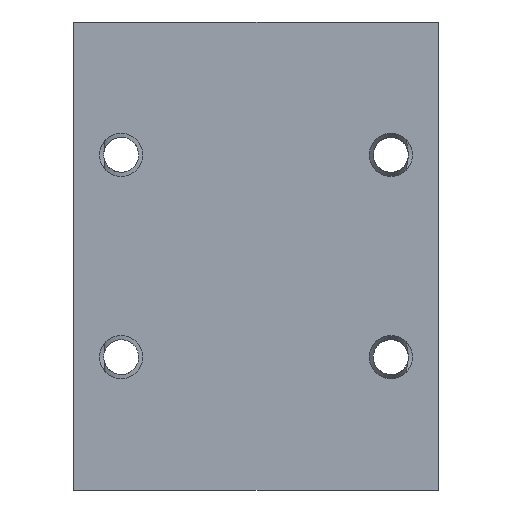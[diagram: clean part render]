
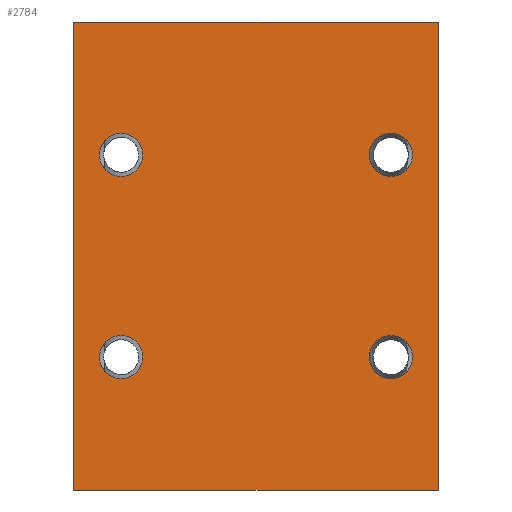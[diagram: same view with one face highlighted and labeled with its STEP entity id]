
A CAD part, front view. The second image highlights one B-rep face of the part: STEP entity #2784.
In plain terms, the highlighted face is planar.
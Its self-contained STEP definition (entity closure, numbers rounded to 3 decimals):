
#63=PLANE('',#3005);
#163=FACE_BOUND('',#396,.T.);
#164=FACE_BOUND('',#397,.T.);
#165=FACE_BOUND('',#398,.T.);
#166=FACE_BOUND('',#399,.T.);
#221=FACE_OUTER_BOUND('',#395,.T.);
#395=EDGE_LOOP('',(#2158,#2159,#2160,#2161));
#396=EDGE_LOOP('',(#2162));
#397=EDGE_LOOP('',(#2163));
#398=EDGE_LOOP('',(#2164));
#399=EDGE_LOOP('',(#2165));
#571=LINE('',#4088,#824);
#599=LINE('',#4560,#852);
#620=LINE('',#4787,#873);
#630=LINE('',#4807,#883);
#824=VECTOR('',#3261,1000.);
#852=VECTOR('',#3291,1000.);
#873=VECTOR('',#3348,1000.);
#883=VECTOR('',#3366,1000.);
#1082=CIRCLE('',#2967,1.6);
#1084=CIRCLE('',#2970,1.6);
#1086=CIRCLE('',#2977,1.6);
#1088=CIRCLE('',#2980,1.6);
#1261=VERTEX_POINT('',#3976);
#1263=VERTEX_POINT('',#3982);
#1273=VERTEX_POINT('',#4070);
#1275=VERTEX_POINT('',#4076);
#1279=VERTEX_POINT('',#4085);
#1280=VERTEX_POINT('',#4087);
#1328=VERTEX_POINT('',#4558);
#1354=VERTEX_POINT('',#4785);
#1548=EDGE_CURVE('',#1261,#1261,#1082,.T.);
#1551=EDGE_CURVE('',#1263,#1263,#1084,.T.);
#1566=EDGE_CURVE('',#1273,#1273,#1086,.T.);
#1569=EDGE_CURVE('',#1275,#1275,#1088,.T.);
#1574=EDGE_CURVE('',#1280,#1279,#571,.T.);
#1623=EDGE_CURVE('',#1279,#1328,#599,.T.);
#1666=EDGE_CURVE('',#1354,#1328,#620,.T.);
#1676=EDGE_CURVE('',#1280,#1354,#630,.T.);
#2158=ORIENTED_EDGE('',*,*,#1623,.T.);
#2159=ORIENTED_EDGE('',*,*,#1666,.F.);
#2160=ORIENTED_EDGE('',*,*,#1676,.F.);
#2161=ORIENTED_EDGE('',*,*,#1574,.T.);
#2162=ORIENTED_EDGE('',*,*,#1548,.T.);
#2163=ORIENTED_EDGE('',*,*,#1551,.T.);
#2164=ORIENTED_EDGE('',*,*,#1566,.T.);
#2165=ORIENTED_EDGE('',*,*,#1569,.T.);
#2784=ADVANCED_FACE('',(#221,#163,#164,#165,#166),#63,.F.);
#2967=AXIS2_PLACEMENT_3D('',#3977,#3217,#3218);
#2970=AXIS2_PLACEMENT_3D('',#3983,#3224,#3225);
#2977=AXIS2_PLACEMENT_3D('',#4071,#3245,#3246);
#2980=AXIS2_PLACEMENT_3D('',#4077,#3252,#3253);
#3005=AXIS2_PLACEMENT_3D('',#4806,#3364,#3365);
#3217=DIRECTION('center_axis',(0.,0.,1.));
#3218=DIRECTION('ref_axis',(1.,0.,0.));
#3224=DIRECTION('center_axis',(0.,0.,1.));
#3225=DIRECTION('ref_axis',(1.,0.,0.));
#3245=DIRECTION('center_axis',(0.,0.,1.));
#3246=DIRECTION('ref_axis',(1.,0.,0.));
#3252=DIRECTION('center_axis',(0.,0.,1.));
#3253=DIRECTION('ref_axis',(1.,0.,0.));
#3261=DIRECTION('',(-1.,0.,0.));
#3291=DIRECTION('',(0.,1.,0.));
#3348=DIRECTION('',(-1.,0.,0.));
#3364=DIRECTION('center_axis',(0.,0.,1.));
#3365=DIRECTION('ref_axis',(1.,0.,0.));
#3366=DIRECTION('',(0.,1.,0.));
#3976=CARTESIAN_POINT('',(21.9,24.85,-15.));
#3977=CARTESIAN_POINT('Origin',(23.5,24.85,-15.));
#3982=CARTESIAN_POINT('',(21.9,9.85,-15.));
#3983=CARTESIAN_POINT('Origin',(23.5,9.85,-15.));
#4070=CARTESIAN_POINT('',(1.9,9.85,-15.));
#4071=CARTESIAN_POINT('Origin',(3.5,9.85,-15.));
#4076=CARTESIAN_POINT('',(1.9,24.85,-15.));
#4077=CARTESIAN_POINT('Origin',(3.5,24.85,-15.));
#4085=CARTESIAN_POINT('',(0.,0.,-15.));
#4087=CARTESIAN_POINT('',(27.,0.,-15.));
#4088=CARTESIAN_POINT('',(27.,0.,-15.));
#4558=CARTESIAN_POINT('',(0.,34.7,-15.));
#4560=CARTESIAN_POINT('',(0.,0.,-15.));
#4785=CARTESIAN_POINT('',(27.,34.7,-15.));
#4787=CARTESIAN_POINT('',(27.,34.7,-15.));
#4806=CARTESIAN_POINT('Origin',(27.,0.,-15.));
#4807=CARTESIAN_POINT('',(27.,0.,-15.));
